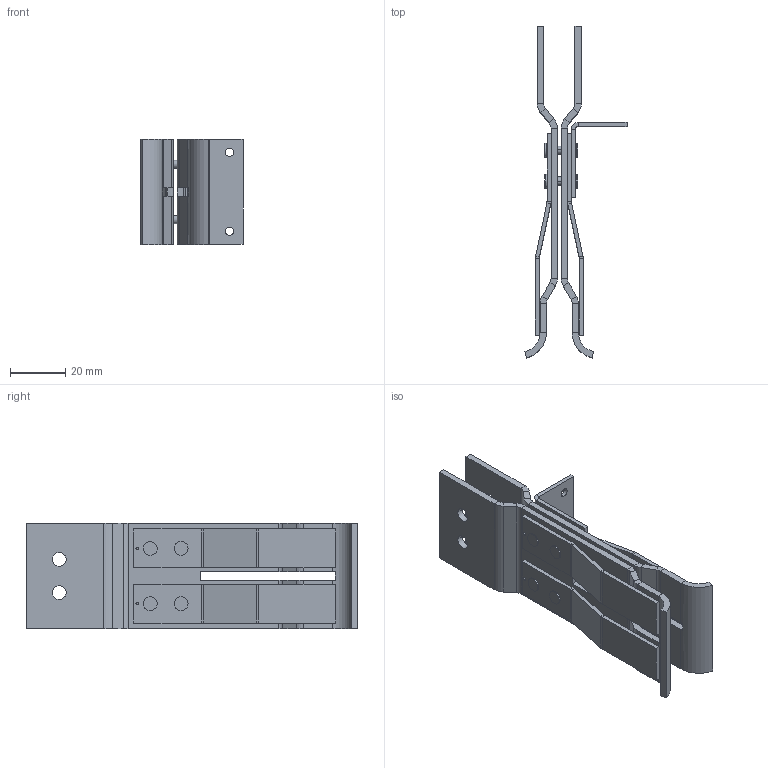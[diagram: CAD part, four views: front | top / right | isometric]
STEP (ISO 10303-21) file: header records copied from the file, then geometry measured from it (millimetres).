
FILE_DESCRIPTION (( 'STEP AP214' ), '1' );
FILE_NAME ('400ASTAB.STEP', '2024-03-09T18:53:29', ( '' ), ( '' ), 'SwSTEP 2.0', 'SolidWorks 2023', '' );
FILE_SCHEMA (( 'AUTOMOTIVE_DESIGN' ));
Length unit declared in the file: millimetre
Products named in the file (5): NG-106; 400ASTAB; NG-103; NG-101; NG-102
Assembly tree (11 placements, depth 2):
  400ASTAB
    NG-101  x2
    NG-102  x4
    NG-103
    NG-106  x4
Bounding box: 36.97 x 120.24 x 38.1 mm (x, y, z)
Volume: 29634.3 mm3; surface area: 34137.2 mm2
Topology: 11 solids, 11 shells, 314 faces, 708 edges, 424 vertices
Faces by surface type: plane 184, cylinder 130
Entity records: 3966 total; most frequent: DIRECTION 712, CARTESIAN_POINT 635, ORIENTED_EDGE 612, EDGE_CURVE 306, AXIS2_PLACEMENT_3D 261, LINE 190, VECTOR 190, VERTEX_POINT 184
